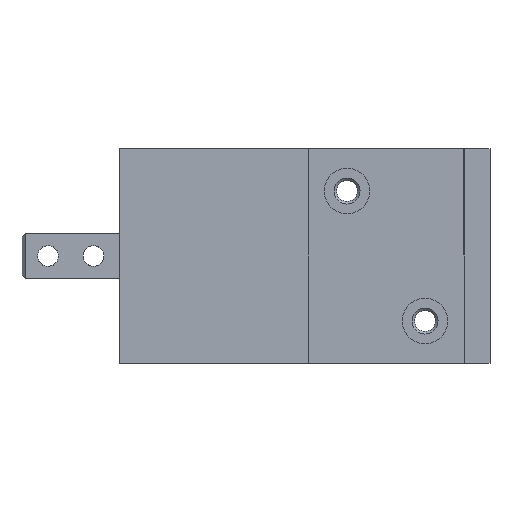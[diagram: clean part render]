
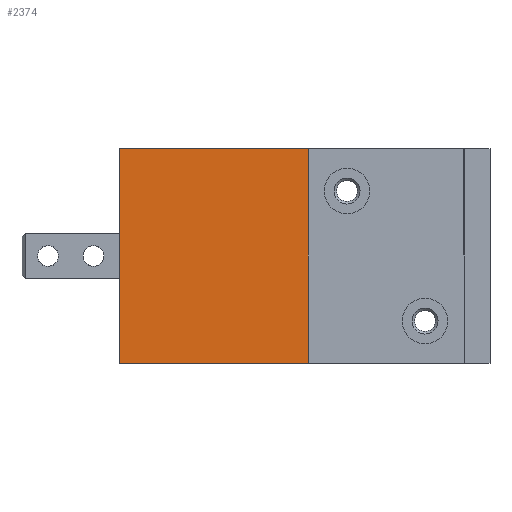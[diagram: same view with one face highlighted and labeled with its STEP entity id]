
A CAD part, left-side view. The second image highlights one B-rep face of the part: STEP entity #2374.
In plain terms, the highlighted planar face has unit normal (-1, 0, 0).
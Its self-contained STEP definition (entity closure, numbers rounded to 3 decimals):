
#117=LINE('',#3604,#307);
#150=LINE('',#3724,#340);
#157=LINE('',#3738,#347);
#206=LINE('',#3852,#396);
#307=VECTOR('',#2845,1000.);
#340=VECTOR('',#2936,1000.);
#347=VECTOR('',#2945,1000.);
#396=VECTOR('',#3096,1000.);
#505=PLANE('',#2614);
#956=ORIENTED_EDGE('',*,*,#1398,.F.);
#957=ORIENTED_EDGE('',*,*,#1455,.F.);
#958=ORIENTED_EDGE('',*,*,#1391,.T.);
#959=ORIENTED_EDGE('',*,*,#1331,.T.);
#1331=EDGE_CURVE('',#1647,#1646,#117,.T.);
#1391=EDGE_CURVE('',#1705,#1647,#150,.T.);
#1398=EDGE_CURVE('',#1710,#1646,#157,.T.);
#1455=EDGE_CURVE('',#1705,#1710,#206,.T.);
#1646=VERTEX_POINT('',#3603);
#1647=VERTEX_POINT('',#3605);
#1705=VERTEX_POINT('',#3725);
#1710=VERTEX_POINT('',#3737);
#1915=EDGE_LOOP('',(#956,#957,#958,#959));
#2135=FACE_BOUND('',#1915,.T.);
#2374=ADVANCED_FACE('',(#2135),#505,.T.);
#2614=AXIS2_PLACEMENT_3D('',#3853,#3097,#3098);
#2845=DIRECTION('',(0.,0.,-1.));
#2936=DIRECTION('',(0.,1.,0.));
#2945=DIRECTION('',(0.,1.,0.));
#3096=DIRECTION('',(0.,0.,-1.));
#3097=DIRECTION('',(-1.,0.,0.));
#3098=DIRECTION('',(0.,0.,1.));
#3603=CARTESIAN_POINT('',(-8.8,57.,-16.5));
#3604=CARTESIAN_POINT('',(-8.8,57.,16.5));
#3605=CARTESIAN_POINT('',(-8.8,57.,16.5));
#3724=CARTESIAN_POINT('',(-8.8,28.,16.5));
#3725=CARTESIAN_POINT('',(-8.8,28.,16.5));
#3737=CARTESIAN_POINT('',(-8.8,28.,-16.5));
#3738=CARTESIAN_POINT('',(-8.8,28.,-16.5));
#3852=CARTESIAN_POINT('',(-8.8,28.,16.5));
#3853=CARTESIAN_POINT('',(-8.8,28.,16.5));
